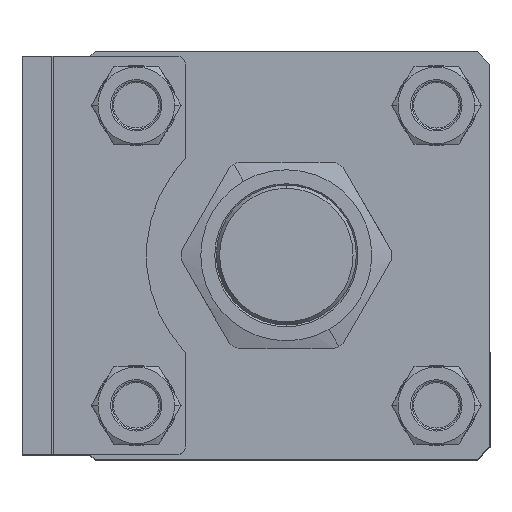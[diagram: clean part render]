
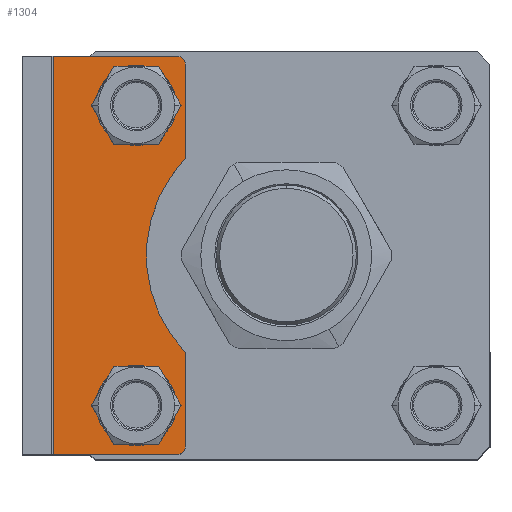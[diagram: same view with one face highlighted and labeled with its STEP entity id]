
A CAD part, top view. The second image highlights one B-rep face of the part: STEP entity #1304.
In plain terms, the highlighted face is planar.
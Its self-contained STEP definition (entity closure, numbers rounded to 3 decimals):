
#28 = VECTOR ( 'NONE', #2193, 1000. ) ;
#76 = VECTOR ( 'NONE', #2041, 1000. ) ;
#117 = LINE ( 'NONE', #2044, #76 ) ;
#130 = LINE ( 'NONE', #2381, #171 ) ;
#132 = CIRCLE ( 'NONE', #7167, 90. ) ;
#171 = VECTOR ( 'NONE', #2376, 1000. ) ;
#235 = CIRCLE ( 'NONE', #3529, 5. ) ;
#379 = LINE ( 'NONE', #8019, #488 ) ;
#470 = LINE ( 'NONE', #2075, #1213 ) ;
#488 = VECTOR ( 'NONE', #8023, 1000. ) ;
#565 = CIRCLE ( 'NONE', #7129, 17.5 ) ;
#618 = CIRCLE ( 'NONE', #7116, 5. ) ;
#832 = FACE_BOUND ( 'NONE', #2724, .T. ) ;
#836 = FACE_OUTER_BOUND ( 'NONE', #2987, .T. ) ;
#847 = FACE_BOUND ( 'NONE', #2758, .T. ) ;
#927 = CIRCLE ( 'NONE', #7158, 17.5 ) ;
#955 = CIRCLE ( 'NONE', #7173, 17.5 ) ;
#1102 = LINE ( 'NONE', #2197, #28 ) ;
#1165 = CIRCLE ( 'NONE', #7050, 17.5 ) ;
#1213 = VECTOR ( 'NONE', #2076, 1000. ) ;
#1232 = EDGE_CURVE ( 'NONE', #2542, #1826, #235, .T. ) ;
#1237 = EDGE_CURVE ( 'NONE', #1826, #1726, #379, .T. ) ;
#1304 = ADVANCED_FACE ( 'NONE', ( #847, #832, #836 ), #6545, .T. ) ;
#1535 = DIRECTION ( 'NONE',  ( 0., 0., -1. ) ) ;
#1613 = DIRECTION ( 'NONE',  ( 0., 1., 0. ) ) ;
#1617 = CARTESIAN_POINT ( 'NONE',  ( 96.5, 73.5, -20. ) ) ;
#1707 = VERTEX_POINT ( 'NONE', #7581 ) ;
#1726 = VERTEX_POINT ( 'NONE', #7557 ) ;
#1762 = VERTEX_POINT ( 'NONE', #8925 ) ;
#1769 = VERTEX_POINT ( 'NONE', #8902 ) ;
#1771 = VERTEX_POINT ( 'NONE', #8894 ) ;
#1809 = VERTEX_POINT ( 'NONE', #8771 ) ;
#1825 = VERTEX_POINT ( 'NONE', #8993 ) ;
#1826 = VERTEX_POINT ( 'NONE', #8992 ) ;
#2041 = DIRECTION ( 'NONE',  ( -1., 0., 0. ) ) ;
#2044 = CARTESIAN_POINT ( 'NONE',  ( 128., 105., -20. ) ) ;
#2075 = CARTESIAN_POINT ( 'NONE',  ( 128., 20., -20. ) ) ;
#2076 = DIRECTION ( 'NONE',  ( -1., 0., 0. ) ) ;
#2186 = CARTESIAN_POINT ( 'NONE',  ( -96.5, 73.5, -20. ) ) ;
#2187 = DIRECTION ( 'NONE',  ( 0., 0., -1. ) ) ;
#2188 = DIRECTION ( 'NONE',  ( 0., 1., 0. ) ) ;
#2193 = DIRECTION ( 'NONE',  ( -1., 0., 0. ) ) ;
#2197 = CARTESIAN_POINT ( 'NONE',  ( 128., 105., -20. ) ) ;
#2343 = CARTESIAN_POINT ( 'NONE',  ( 96.5, 73.5, -20. ) ) ;
#2344 = DIRECTION ( 'NONE',  ( 0., 0., -1. ) ) ;
#2345 = DIRECTION ( 'NONE',  ( 0., 1., 0. ) ) ;
#2376 = DIRECTION ( 'NONE',  ( 0., -1., 0. ) ) ;
#2378 = CARTESIAN_POINT ( 'NONE',  ( 0., 170., -20. ) ) ;
#2379 = DIRECTION ( 'NONE',  ( 0., 0., -1. ) ) ;
#2380 = DIRECTION ( 'NONE',  ( 0., 1., 0. ) ) ;
#2381 = CARTESIAN_POINT ( 'NONE',  ( -128., 105., -20. ) ) ;
#2392 = VERTEX_POINT ( 'NONE', #7897 ) ;
#2417 = VERTEX_POINT ( 'NONE', #7800 ) ;
#2542 = VERTEX_POINT ( 'NONE', #7850 ) ;
#2691 = CARTESIAN_POINT ( 'NONE',  ( -96.5, 73.5, -20. ) ) ;
#2693 = DIRECTION ( 'NONE',  ( 0., 0., -1. ) ) ;
#2695 = DIRECTION ( 'NONE',  ( 0., 1., 0. ) ) ;
#2697 = VERTEX_POINT ( 'NONE', #7832 ) ;
#2724 = EDGE_LOOP ( 'NONE', ( #5116, #5059 ) ) ;
#2758 = EDGE_LOOP ( 'NONE', ( #5065, #5118 ) ) ;
#2987 = EDGE_LOOP ( 'NONE', ( #5090, #5100, #5091, #5096, #5098, #5060, #5128, #5099 ) ) ;
#3476 = EDGE_CURVE ( 'NONE', #1726, #1771, #470, .T. ) ;
#3492 = EDGE_CURVE ( 'NONE', #1707, #1762, #117, .T. ) ;
#3529 = AXIS2_PLACEMENT_3D ( 'NONE', #8035, #8034, #8031 ) ;
#3601 = AXIS2_PLACEMENT_3D ( 'NONE', #6627, #6444, #6616 ) ;
#5059 = ORIENTED_EDGE ( 'NONE', *, *, #6100, .F. ) ;
#5060 = ORIENTED_EDGE ( 'NONE', *, *, #7965, .F. ) ;
#5065 = ORIENTED_EDGE ( 'NONE', *, *, #6161, .F. ) ;
#5090 = ORIENTED_EDGE ( 'NONE', *, *, #6172, .F. ) ;
#5091 = ORIENTED_EDGE ( 'NONE', *, *, #1232, .T. ) ;
#5096 = ORIENTED_EDGE ( 'NONE', *, *, #1237, .T. ) ;
#5098 = ORIENTED_EDGE ( 'NONE', *, *, #3476, .T. ) ;
#5099 = ORIENTED_EDGE ( 'NONE', *, *, #3492, .F. ) ;
#5100 = ORIENTED_EDGE ( 'NONE', *, *, #6105, .F. ) ;
#5116 = ORIENTED_EDGE ( 'NONE', *, *, #7972, .F. ) ;
#5118 = ORIENTED_EDGE ( 'NONE', *, *, #5953, .F. ) ;
#5128 = ORIENTED_EDGE ( 'NONE', *, *, #6078, .T. ) ;
#5953 = EDGE_CURVE ( 'NONE', #1825, #1809, #1165, .T. ) ;
#6078 = EDGE_CURVE ( 'NONE', #2392, #1762, #618, .T. ) ;
#6100 = EDGE_CURVE ( 'NONE', #2417, #2697, #565, .T. ) ;
#6105 = EDGE_CURVE ( 'NONE', #2542, #1769, #1102, .T. ) ;
#6161 = EDGE_CURVE ( 'NONE', #1809, #1825, #927, .T. ) ;
#6172 = EDGE_CURVE ( 'NONE', #1769, #1707, #132, .T. ) ;
#6444 = DIRECTION ( 'NONE',  ( 0., 0., -1. ) ) ;
#6545 = PLANE ( 'NONE',  #3601 ) ;
#6616 = DIRECTION ( 'NONE',  ( 0., 1., 0. ) ) ;
#6627 = CARTESIAN_POINT ( 'NONE',  ( 128., 105., -20. ) ) ;
#7050 = AXIS2_PLACEMENT_3D ( 'NONE', #1617, #1535, #1613 ) ;
#7116 = AXIS2_PLACEMENT_3D ( 'NONE', #8516, #8517, #8518 ) ;
#7129 = AXIS2_PLACEMENT_3D ( 'NONE', #2186, #2187, #2188 ) ;
#7158 = AXIS2_PLACEMENT_3D ( 'NONE', #2343, #2344, #2345 ) ;
#7167 = AXIS2_PLACEMENT_3D ( 'NONE', #2378, #2379, #2380 ) ;
#7173 = AXIS2_PLACEMENT_3D ( 'NONE', #2691, #2693, #2695 ) ;
#7557 = CARTESIAN_POINT ( 'NONE',  ( 128., 20., -20. ) ) ;
#7581 = CARTESIAN_POINT ( 'NONE',  ( -62.249, 105., -20. ) ) ;
#7800 = CARTESIAN_POINT ( 'NONE',  ( -114., 73.5, -20. ) ) ;
#7832 = CARTESIAN_POINT ( 'NONE',  ( -79., 73.5, -20. ) ) ;
#7850 = CARTESIAN_POINT ( 'NONE',  ( 123., 105., -20. ) ) ;
#7897 = CARTESIAN_POINT ( 'NONE',  ( -128., 100., -20. ) ) ;
#7965 = EDGE_CURVE ( 'NONE', #2392, #1771, #130, .T. ) ;
#7972 = EDGE_CURVE ( 'NONE', #2697, #2417, #955, .T. ) ;
#8019 = CARTESIAN_POINT ( 'NONE',  ( 128., 105., -20. ) ) ;
#8023 = DIRECTION ( 'NONE',  ( 0., -1., 0. ) ) ;
#8031 = DIRECTION ( 'NONE',  ( 0., 1., 0. ) ) ;
#8034 = DIRECTION ( 'NONE',  ( 0., 0., -1. ) ) ;
#8035 = CARTESIAN_POINT ( 'NONE',  ( 123., 100., -20. ) ) ;
#8516 = CARTESIAN_POINT ( 'NONE',  ( -123., 100., -20. ) ) ;
#8517 = DIRECTION ( 'NONE',  ( 0., 0., -1. ) ) ;
#8518 = DIRECTION ( 'NONE',  ( 0., 1., 0. ) ) ;
#8771 = CARTESIAN_POINT ( 'NONE',  ( 114., 73.5, -20. ) ) ;
#8894 = CARTESIAN_POINT ( 'NONE',  ( -128., 20., -20. ) ) ;
#8902 = CARTESIAN_POINT ( 'NONE',  ( 62.249, 105., -20. ) ) ;
#8925 = CARTESIAN_POINT ( 'NONE',  ( -123., 105., -20. ) ) ;
#8992 = CARTESIAN_POINT ( 'NONE',  ( 128., 100., -20. ) ) ;
#8993 = CARTESIAN_POINT ( 'NONE',  ( 79., 73.5, -20. ) ) ;
